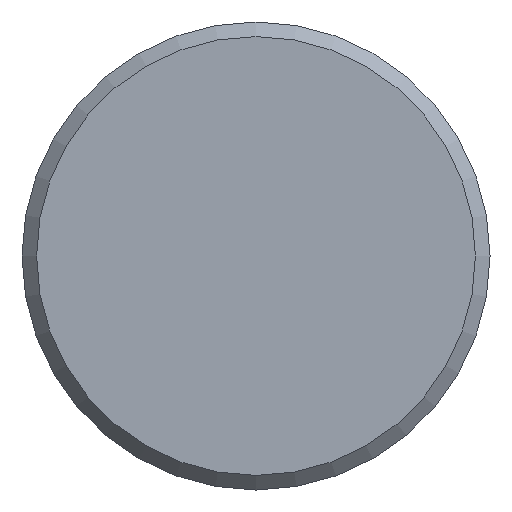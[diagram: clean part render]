
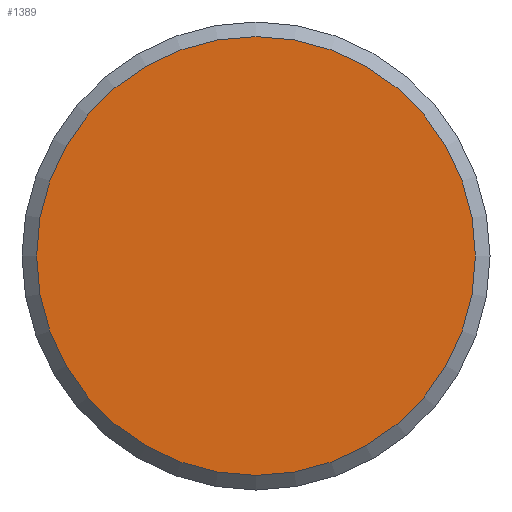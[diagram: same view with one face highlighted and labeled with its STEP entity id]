
A CAD part, front view. The second image highlights one B-rep face of the part: STEP entity #1389.
In plain terms, the highlighted planar face has unit normal (0, -1, 0).
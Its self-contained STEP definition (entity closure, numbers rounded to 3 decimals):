
#81=PLANE('',#1587);
#171=FACE_OUTER_BOUND('',#288,.T.);
#288=EDGE_LOOP('',(#1095));
#524=CIRCLE('',#1584,15.);
#634=VERTEX_POINT('',#2398);
#792=EDGE_CURVE('',#634,#634,#524,.T.);
#1095=ORIENTED_EDGE('',*,*,#792,.T.);
#1389=ADVANCED_FACE('',(#171),#81,.T.);
#1584=AXIS2_PLACEMENT_3D('',#2399,#1976,#1977);
#1587=AXIS2_PLACEMENT_3D('',#2405,#1983,#1984);
#1976=DIRECTION('center_axis',(0.,-1.,0.));
#1977=DIRECTION('ref_axis',(1.,0.,0.));
#1983=DIRECTION('center_axis',(0.,-1.,0.));
#1984=DIRECTION('ref_axis',(0.,0.,-1.));
#2398=CARTESIAN_POINT('',(-15.,-25.,0.));
#2399=CARTESIAN_POINT('Origin',(0.,-25.,0.));
#2405=CARTESIAN_POINT('Origin',(7.5,-25.,0.));
